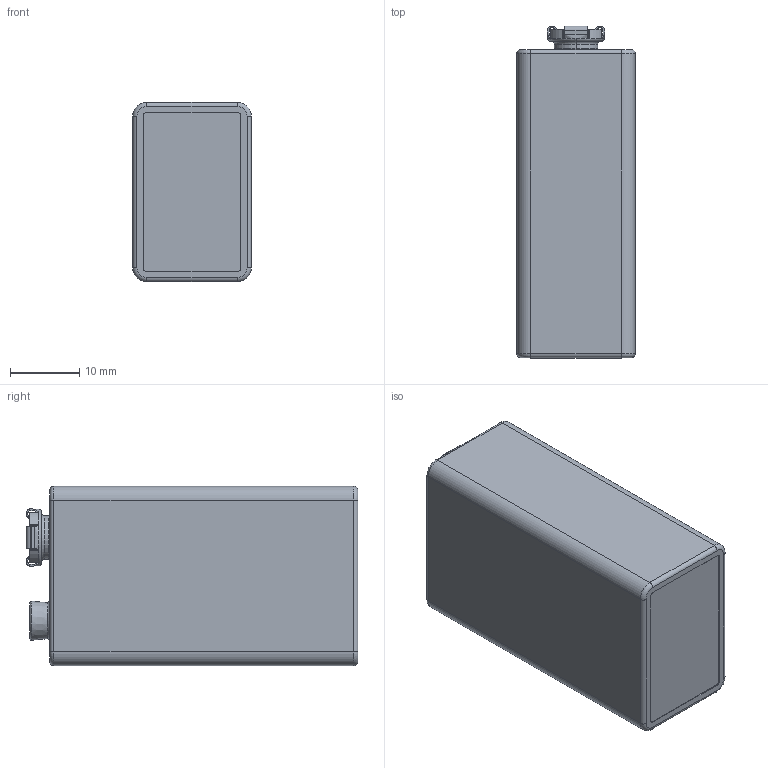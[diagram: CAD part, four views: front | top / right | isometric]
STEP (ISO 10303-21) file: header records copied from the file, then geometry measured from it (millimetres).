
FILE_DESCRIPTION (( 'STEP AP203' ), '1' );
FILE_NAME ('9v Duracell Body-Plain.STEP', '2011-12-11T21:32:17', ( '' ), ( '' ), 'SwSTEP 2.0', 'SolidWorks 2011', '' );
FILE_SCHEMA (( 'CONFIG_CONTROL_DESIGN' ));
Length unit declared in the file: millimetre
Products named in the file (1): 9v Duracell Body-Plain
Bounding box: 17.1 x 47.9 x 25.9 mm (x, y, z)
Volume: 19512.7 mm3; surface area: 4870.1 mm2
Topology: 1 solids, 1 shells, 239 faces, 610 edges, 384 vertices
Faces by surface type: cylinder 90, plane 89, torus 34, bspline 24, cone 2
Entity records: 8375 total; most frequent: CARTESIAN_POINT 2567, ORIENTED_EDGE 1220, DIRECTION 1198, EDGE_CURVE 610, AXIS2_PLACEMENT_3D 463, VERTEX_POINT 384, LINE 272, VECTOR 272
